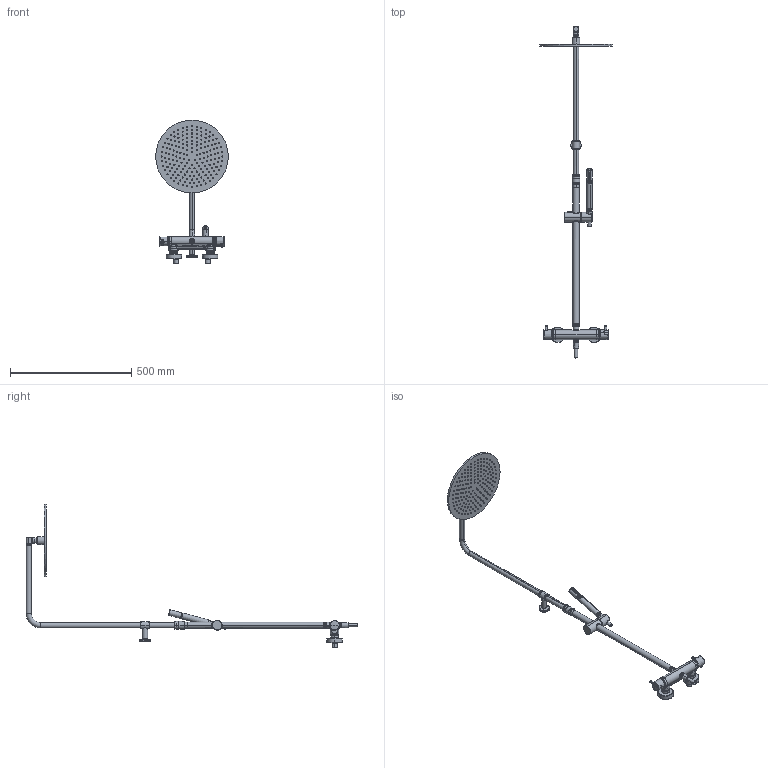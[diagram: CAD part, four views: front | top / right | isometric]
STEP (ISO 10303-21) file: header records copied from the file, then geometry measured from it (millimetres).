
FILE_DESCRIPTION(('CATIA V5 STEP Exchange','CAx-IF Rec.Pracs.--- Model Styling and Organization---1.5--- 2016-08-15','CAx-IF Rec.Pracs.---Supplemental Geometry---1.0---2011-11-01','CAx-IF Rec.Pracs.--- Composite Materials ---3.4---2017-06-13','CAx-IF Rec.Pracs.---Tessellated 3D Geometry---1.0---2015-12-17'),'2;1');
FILE_NAME('LNC8401D.stp','2023-01-31T14:34:14+00:00',('none'),('none'),'CATIA Version 5-6 Release 2020 SP2','CATIA V5 STEP AP242 v2','none');
FILE_SCHEMA(('AP242_MANAGED_MODEL_BASED_3D_ENGINEERING_MIM_LF {1 0 10303 442 1 1 4}'));
Products named in the file (14): Product1; LNC8402D_ASM_AllCATPart; P97859; PR93984; P42204; P50529; P50403; P50168; P50037; P42205; E-PCM.78; E-PPU.05; E-PLE.01; E-PCM.80
Assembly tree (14 placements, depth 3):
  Product1
    LNC8402D_ASM_AllCATPart
    P97859
    PR93984
      P42204
      P50529
      P50403
      P50168
      P50037
      P42205
    E-PCM.78
    E-PPU.05
    E-PLE.01  x2
    E-PCM.80
Bounding box: 300 x 1370.3 x 593 mm (x, y, z)
Volume: 760415.8 mm3; surface area: 645102.3 mm2
Topology: 26 solids, 824 shells, 2933 faces, 9236 edges, 7335 vertices
Faces by surface type: cylinder 1138, plane 782, torus 387, bspline 284, cone 264, sphere 78
Entity records: 141688 total; most frequent: CARTESIAN_POINT 69603, ORIENTED_EDGE 14168, DIRECTION 10240, EDGE_CURVE 9159, VERTEX_POINT 7303, AXIS2_PLACEMENT_3D 5503, CIRCLE 3386, EDGE_LOOP 3342
